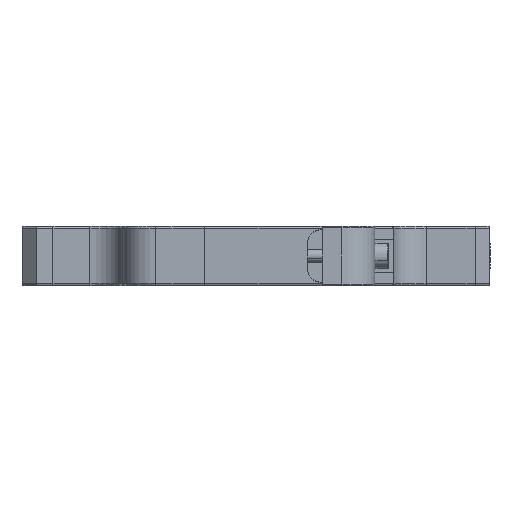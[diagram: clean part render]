
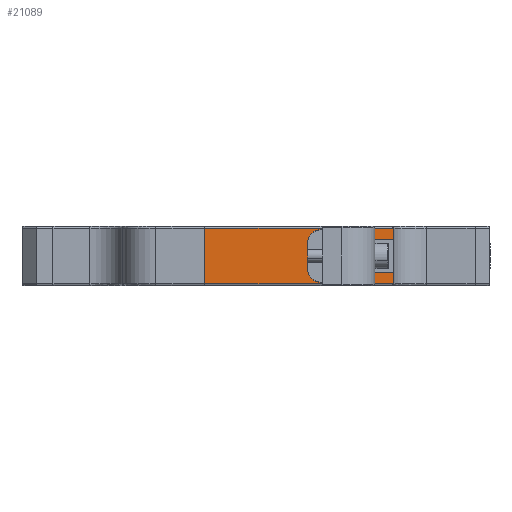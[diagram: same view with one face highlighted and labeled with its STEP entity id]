
A CAD part, front view. The second image highlights one B-rep face of the part: STEP entity #21089.
In plain terms, the highlighted planar face has unit normal (0, -1, 0).
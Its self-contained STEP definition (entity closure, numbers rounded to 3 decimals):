
#56 = DIRECTION ( 'NONE',  ( 0., 0., -1. ) ) ;
#185 = LINE ( 'NONE', #10106, #25955 ) ;
#260 = EDGE_CURVE ( 'NONE', #6935, #7656, #16441, .T. ) ;
#709 = CARTESIAN_POINT ( 'NONE',  ( -3.846, -39.576, -4.2 ) ) ;
#2053 = DIRECTION ( 'NONE',  ( 0., 0., 1. ) ) ;
#2400 = CARTESIAN_POINT ( 'NONE',  ( 13.257, -39.576, 2. ) ) ;
#2451 = LINE ( 'NONE', #6203, #23344 ) ;
#2487 = LINE ( 'NONE', #18590, #14261 ) ;
#2576 = CARTESIAN_POINT ( 'NONE',  ( 15.227, -39.576, -2. ) ) ;
#2852 = ORIENTED_EDGE ( 'NONE', *, *, #12489, .T. ) ;
#3471 = ORIENTED_EDGE ( 'NONE', *, *, #260, .F. ) ;
#4147 = DIRECTION ( 'NONE',  ( 0., 1., 0. ) ) ;
#5034 = DIRECTION ( 'NONE',  ( 0., -1., 0. ) ) ;
#5085 = VERTEX_POINT ( 'NONE', #709 ) ;
#5636 = EDGE_CURVE ( 'NONE', #15860, #22113, #6519, .T. ) ;
#6006 = CARTESIAN_POINT ( 'NONE',  ( 13.257, -39.576, -2. ) ) ;
#6203 = CARTESIAN_POINT ( 'NONE',  ( -3.846, -39.576, 4.5 ) ) ;
#6472 = VECTOR ( 'NONE', #56, 1000. ) ;
#6519 = LINE ( 'NONE', #6652, #6634 ) ;
#6634 = VECTOR ( 'NONE', #22898, 1000. ) ;
#6646 = DIRECTION ( 'NONE',  ( -1., 0., 0. ) ) ;
#6652 = CARTESIAN_POINT ( 'NONE',  ( 31.257, -39.576, 4.2 ) ) ;
#6935 = VERTEX_POINT ( 'NONE', #6006 ) ;
#6962 = ORIENTED_EDGE ( 'NONE', *, *, #5636, .F. ) ;
#7124 = ORIENTED_EDGE ( 'NONE', *, *, #22240, .F. ) ;
#7558 = ORIENTED_EDGE ( 'NONE', *, *, #13256, .F. ) ;
#7656 = VERTEX_POINT ( 'NONE', #24859 ) ;
#10027 = FACE_OUTER_BOUND ( 'NONE', #23475, .T. ) ;
#10106 = CARTESIAN_POINT ( 'NONE',  ( 26.257, -39.576, 4.5 ) ) ;
#10131 = CARTESIAN_POINT ( 'NONE',  ( 26.257, -39.576, -4.2 ) ) ;
#10511 = VERTEX_POINT ( 'NONE', #22147 ) ;
#11724 = CARTESIAN_POINT ( 'NONE',  ( -3.846, -39.576, 4.2 ) ) ;
#12218 = EDGE_CURVE ( 'NONE', #12536, #26376, #2487, .T. ) ;
#12426 = DIRECTION ( 'NONE',  ( 1., 0., 0. ) ) ;
#12489 = EDGE_CURVE ( 'NONE', #12536, #22113, #24025, .T. ) ;
#12536 = VERTEX_POINT ( 'NONE', #19592 ) ;
#13256 = EDGE_CURVE ( 'NONE', #5085, #15860, #2451, .T. ) ;
#13292 = VERTEX_POINT ( 'NONE', #18286 ) ;
#13343 = ORIENTED_EDGE ( 'NONE', *, *, #15925, .F. ) ;
#14131 = CARTESIAN_POINT ( 'NONE',  ( 13.257, -39.576, 4.5 ) ) ;
#14261 = VECTOR ( 'NONE', #6646, 1000. ) ;
#14336 = VECTOR ( 'NONE', #12426, 1000. ) ;
#14568 = CARTESIAN_POINT ( 'NONE',  ( 26.257, -39.576, -2.5 ) ) ;
#15047 = DIRECTION ( 'NONE',  ( 0., -1., 0. ) ) ;
#15550 = VECTOR ( 'NONE', #21981, 1000. ) ;
#15860 = VERTEX_POINT ( 'NONE', #11724 ) ;
#15925 = EDGE_CURVE ( 'NONE', #23003, #6935, #16733, .T. ) ;
#16441 = CIRCLE ( 'NONE', #19851, 1.97 ) ;
#16491 = CIRCLE ( 'NONE', #23775, 1.97 ) ;
#16607 = DIRECTION ( 'NONE',  ( -1., 0., 0. ) ) ;
#16731 = VECTOR ( 'NONE', #16607, 1000. ) ;
#16733 = LINE ( 'NONE', #14131, #6472 ) ;
#18053 = ORIENTED_EDGE ( 'NONE', *, *, #12218, .F. ) ;
#18059 = ORIENTED_EDGE ( 'NONE', *, *, #23617, .F. ) ;
#18246 = PLANE ( 'NONE',  #25515 ) ;
#18286 = CARTESIAN_POINT ( 'NONE',  ( 26.257, -39.576, -4.2 ) ) ;
#18590 = CARTESIAN_POINT ( 'NONE',  ( 26.257, -39.576, 2.5 ) ) ;
#18706 = CARTESIAN_POINT ( 'NONE',  ( 26.257, -39.576, 4.2 ) ) ;
#18887 = LINE ( 'NONE', #14568, #14336 ) ;
#19214 = DIRECTION ( 'NONE',  ( 1., 0., 0. ) ) ;
#19389 = DIRECTION ( 'NONE',  ( 1., 0., 0. ) ) ;
#19592 = CARTESIAN_POINT ( 'NONE',  ( 26.257, -39.576, 2.5 ) ) ;
#19838 = CARTESIAN_POINT ( 'NONE',  ( 26.257, -39.576, 4.5 ) ) ;
#19851 = AXIS2_PLACEMENT_3D ( 'NONE', #2576, #15047, #19214 ) ;
#20065 = LINE ( 'NONE', #10131, #16731 ) ;
#20711 = ORIENTED_EDGE ( 'NONE', *, *, #21727, .T. ) ;
#21089 = ADVANCED_FACE ( 'NONE', ( #10027 ), #18246, .F. ) ;
#21223 = CARTESIAN_POINT ( 'NONE',  ( 17.132, -39.576, 2.5 ) ) ;
#21547 = EDGE_CURVE ( 'NONE', #26376, #23003, #16491, .T. ) ;
#21727 = EDGE_CURVE ( 'NONE', #13292, #10511, #185, .T. ) ;
#21981 = DIRECTION ( 'NONE',  ( 0., 0., 1. ) ) ;
#22113 = VERTEX_POINT ( 'NONE', #18706 ) ;
#22147 = CARTESIAN_POINT ( 'NONE',  ( 26.257, -39.576, -2.5 ) ) ;
#22240 = EDGE_CURVE ( 'NONE', #7656, #10511, #18887, .T. ) ;
#22898 = DIRECTION ( 'NONE',  ( 1., 0., 0. ) ) ;
#23003 = VERTEX_POINT ( 'NONE', #2400 ) ;
#23344 = VECTOR ( 'NONE', #25028, 1000. ) ;
#23475 = EDGE_LOOP ( 'NONE', ( #18059, #20711, #7124, #3471, #13343, #24516, #18053, #2852, #6962, #7558 ) ) ;
#23617 = EDGE_CURVE ( 'NONE', #13292, #5085, #20065, .T. ) ;
#23775 = AXIS2_PLACEMENT_3D ( 'NONE', #25353, #5034, #19389 ) ;
#24025 = LINE ( 'NONE', #19838, #15550 ) ;
#24516 = ORIENTED_EDGE ( 'NONE', *, *, #21547, .F. ) ;
#24859 = CARTESIAN_POINT ( 'NONE',  ( 17.132, -39.576, -2.5 ) ) ;
#25028 = DIRECTION ( 'NONE',  ( 0., 0., 1. ) ) ;
#25128 = DIRECTION ( 'NONE',  ( 1., 0., 0. ) ) ;
#25353 = CARTESIAN_POINT ( 'NONE',  ( 15.227, -39.576, 2. ) ) ;
#25515 = AXIS2_PLACEMENT_3D ( 'NONE', #26472, #4147, #25128 ) ;
#25955 = VECTOR ( 'NONE', #2053, 1000. ) ;
#26376 = VERTEX_POINT ( 'NONE', #21223 ) ;
#26472 = CARTESIAN_POINT ( 'NONE',  ( 26.257, -39.576, 4.5 ) ) ;
